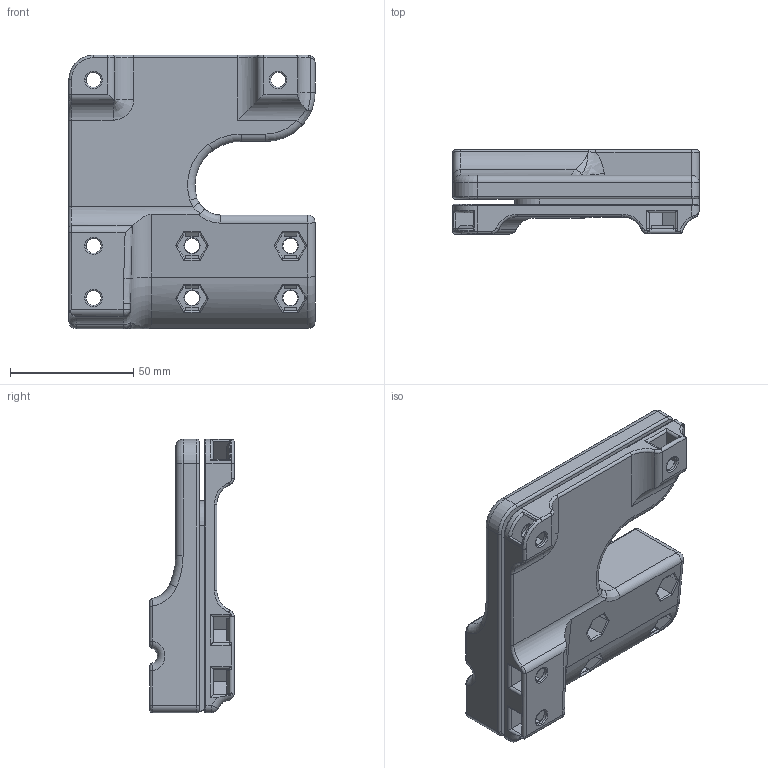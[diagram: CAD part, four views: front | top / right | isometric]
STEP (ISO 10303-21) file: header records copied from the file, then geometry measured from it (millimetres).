
FILE_DESCRIPTION((''),'2;1');
FILE_NAME('P1005_S','2022-12-05T23:59:13',('43664'),(''),'CREO PARAMETRIC BY PTC INC, 2020342','CREO PARAMETRIC BY PTC INC, 2020342','');
FILE_SCHEMA(('CONFIG_CONTROL_DESIGN'));
Length unit declared in the file: millimetre
Products named in the file (1): P1005_S
Bounding box: 100 x 34.2 x 111.1 mm (x, y, z)
Volume: 184718 mm3; surface area: 45337.2 mm2
Topology: 1 solids, 1 shells, 586 faces, 1514 edges, 920 vertices
Faces by surface type: plane 219, cylinder 198, torus 99, bspline 56, cone 8, sphere 6
Entity records: 20549 total; most frequent: CARTESIAN_POINT 6474, ORIENTED_EDGE 3002, DIRECTION 2897, EDGE_CURVE 1501, AXIS2_PLACEMENT_3D 1063, VERTEX_POINT 920, VECTOR 771, LINE 771
